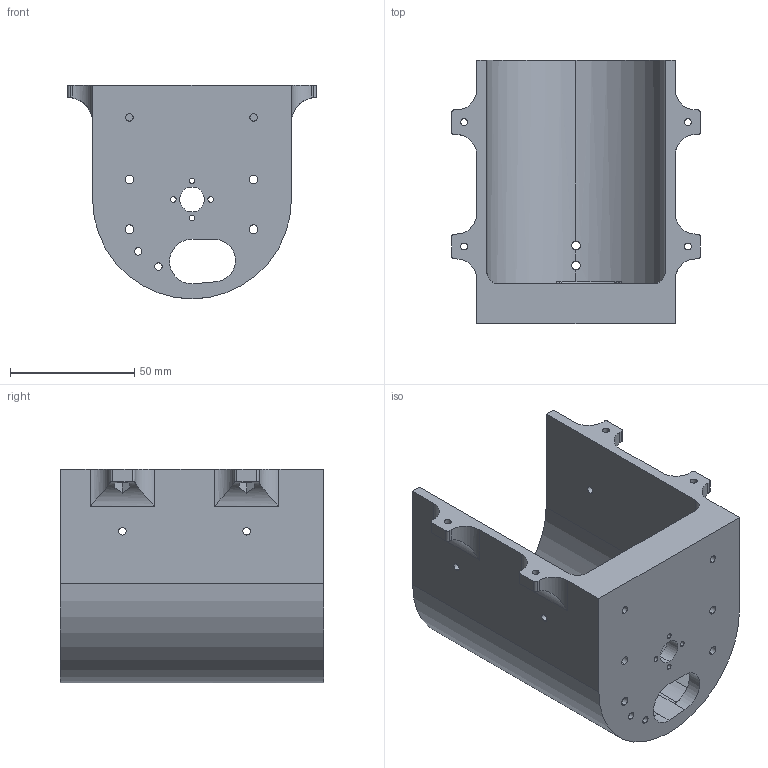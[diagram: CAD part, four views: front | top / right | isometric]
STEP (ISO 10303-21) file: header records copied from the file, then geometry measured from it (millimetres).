
FILE_DESCRIPTION (( 'STEP AP203' ), '1' );
FILE_NAME ('新版弹夹（大）（分离打印版本前）.STEP', '2018-01-17T07:38:50', ( 'User' ), ( 'china' ), 'SwSTEP 2.0', 'SolidWorks 2016', '' );
FILE_SCHEMA (( 'CONFIG_CONTROL_DESIGN' ));
Length unit declared in the file: millimetre
Products named in the file (1): 新版弹夹（大）（分离打印版本前）
Bounding box: 100 x 106 x 86 mm (x, y, z)
Volume: 134644.4 mm3; surface area: 60034 mm2
Topology: 1 solids, 1 shells, 165 faces, 461 edges, 306 vertices
Faces by surface type: cylinder 98, plane 66, torus 1
Entity records: 6016 total; most frequent: CARTESIAN_POINT 1547, ORIENTED_EDGE 922, DIRECTION 916, EDGE_CURVE 461, AXIS2_PLACEMENT_3D 346, VERTEX_POINT 306, LINE 224, VECTOR 224
